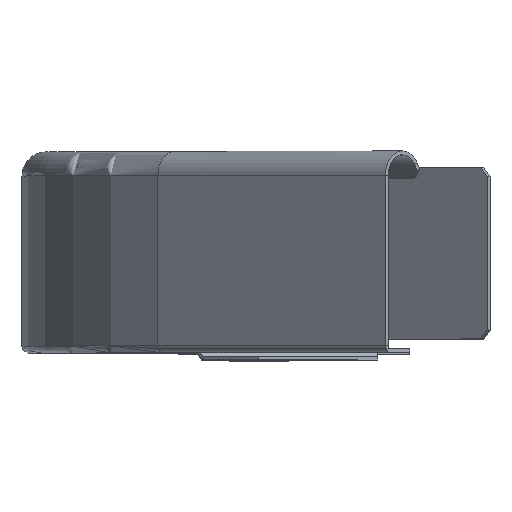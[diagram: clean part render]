
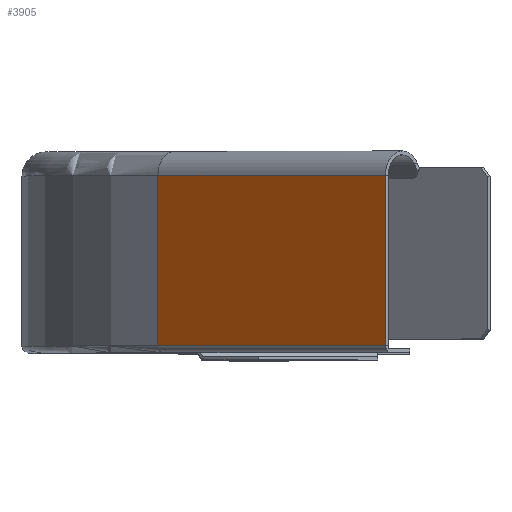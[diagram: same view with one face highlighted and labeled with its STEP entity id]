
A CAD part, top view. The second image highlights one B-rep face of the part: STEP entity #3905.
In plain terms, the highlighted face is planar.
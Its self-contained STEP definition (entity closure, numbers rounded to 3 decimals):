
#3256=DIRECTION('',(1.,0.,0.));
#3257=VECTOR('',#3256,103.);
#3258=CARTESIAN_POINT('',(-181.517,276.558,148.5));
#3259=LINE('',#3258,#3257);
#3260=DIRECTION('',(0.,1.,0.));
#3261=VECTOR('',#3260,54.5);
#3262=CARTESIAN_POINT('',(-78.517,222.058,148.5));
#3263=LINE('',#3262,#3261);
#3264=DIRECTION('',(0.,1.,0.));
#3265=VECTOR('',#3264,54.5);
#3266=CARTESIAN_POINT('',(-181.517,222.058,148.5));
#3267=LINE('',#3266,#3265);
#3350=DIRECTION('',(-1.,0.,0.));
#3351=VECTOR('',#3350,103.);
#3352=CARTESIAN_POINT('',(-78.517,222.058,148.5));
#3353=LINE('',#3352,#3351);
#3494=CARTESIAN_POINT('',(-181.517,276.558,148.5));
#3495=VERTEX_POINT('',#3494);
#3504=CARTESIAN_POINT('',(-181.517,222.058,148.5));
#3505=VERTEX_POINT('',#3504);
#3516=CARTESIAN_POINT('',(-78.517,276.558,148.5));
#3517=VERTEX_POINT('',#3516);
#3518=CARTESIAN_POINT('',(-78.517,222.058,148.5));
#3519=VERTEX_POINT('',#3518);
#3892=CARTESIAN_POINT('',(-181.517,222.058,148.5));
#3893=DIRECTION('',(0.,0.,1.));
#3894=DIRECTION('',(0.,1.,0.));
#3895=AXIS2_PLACEMENT_3D('',#3892,#3893,#3894);
#3896=PLANE('',#3895);
#3898=ORIENTED_EDGE('',*,*,#3897,.T.);
#3899=ORIENTED_EDGE('',*,*,#3887,.T.);
#3900=ORIENTED_EDGE('',*,*,#3777,.F.);
#3902=ORIENTED_EDGE('',*,*,#3901,.T.);
#3903=EDGE_LOOP('',(#3898,#3899,#3900,#3902));
#3904=FACE_OUTER_BOUND('',#3903,.F.);
#3905=ADVANCED_FACE('',(#3904),#3896,.T.);
#3777=EDGE_CURVE('',#3519,#3517,#3263,.T.);
#3887=EDGE_CURVE('',#3495,#3517,#3259,.T.);
#3897=EDGE_CURVE('',#3505,#3495,#3267,.T.);
#3901=EDGE_CURVE('',#3519,#3505,#3353,.T.);
